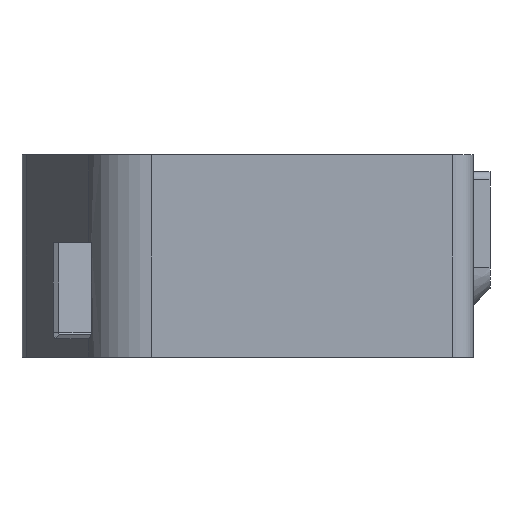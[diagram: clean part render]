
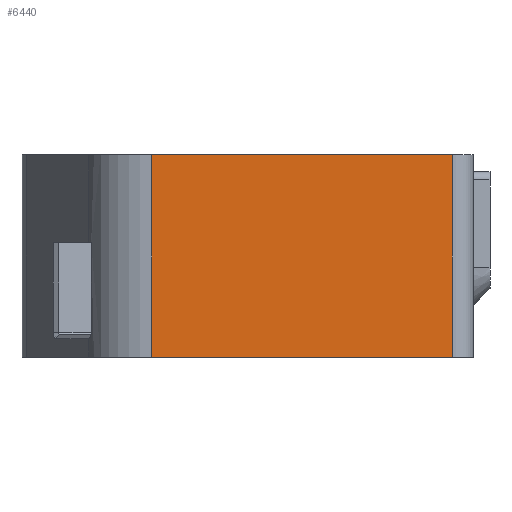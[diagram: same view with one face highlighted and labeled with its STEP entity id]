
A CAD part, front view. The second image highlights one B-rep face of the part: STEP entity #6440.
In plain terms, the highlighted planar face has unit normal (0, -1, 0).
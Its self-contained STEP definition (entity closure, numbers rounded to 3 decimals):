
#607=PLANE('',#6979);
#988=FACE_OUTER_BOUND('',#1361,.T.);
#1361=EDGE_LOOP('',(#5840,#5841,#5842,#5843));
#1494=LINE('',#9072,#2112);
#1589=LINE('',#9375,#2207);
#1986=LINE('',#10943,#2604);
#1987=LINE('',#10945,#2605);
#2112=VECTOR('',#7277,10.);
#2207=VECTOR('',#7574,10.);
#2604=VECTOR('',#8561,10.);
#2605=VECTOR('',#8564,10.);
#2999=VERTEX_POINT('',#9069);
#3000=VERTEX_POINT('',#9071);
#3106=VERTEX_POINT('',#9372);
#3107=VERTEX_POINT('',#9374);
#3588=EDGE_CURVE('',#2999,#3000,#1494,.T.);
#3740=EDGE_CURVE('',#3107,#3106,#1589,.T.);
#4298=EDGE_CURVE('',#3107,#2999,#1986,.T.);
#4299=EDGE_CURVE('',#3106,#3000,#1987,.T.);
#5840=ORIENTED_EDGE('',*,*,#4298,.F.);
#5841=ORIENTED_EDGE('',*,*,#3740,.T.);
#5842=ORIENTED_EDGE('',*,*,#4299,.T.);
#5843=ORIENTED_EDGE('',*,*,#3588,.F.);
#6440=ADVANCED_FACE('',(#988),#607,.T.);
#6979=AXIS2_PLACEMENT_3D('',#10944,#8562,#8563);
#7277=DIRECTION('',(-1.,0.,0.));
#7574=DIRECTION('',(-1.,0.,0.));
#8561=DIRECTION('',(0.,0.,-1.));
#8562=DIRECTION('center_axis',(0.,-1.,0.));
#8563=DIRECTION('ref_axis',(1.,0.,0.));
#8564=DIRECTION('',(0.,0.,-1.));
#9069=CARTESIAN_POINT('',(103.,0.,0.));
#9071=CARTESIAN_POINT('',(31.,0.,0.));
#9072=CARTESIAN_POINT('',(103.,0.,0.));
#9372=CARTESIAN_POINT('',(31.,0.,48.4));
#9374=CARTESIAN_POINT('',(103.,0.,48.4));
#9375=CARTESIAN_POINT('',(42.5,0.,48.4));
#10943=CARTESIAN_POINT('',(103.,0.,0.4));
#10944=CARTESIAN_POINT('Origin',(31.,0.,0.4));
#10945=CARTESIAN_POINT('',(31.,0.,0.4));
